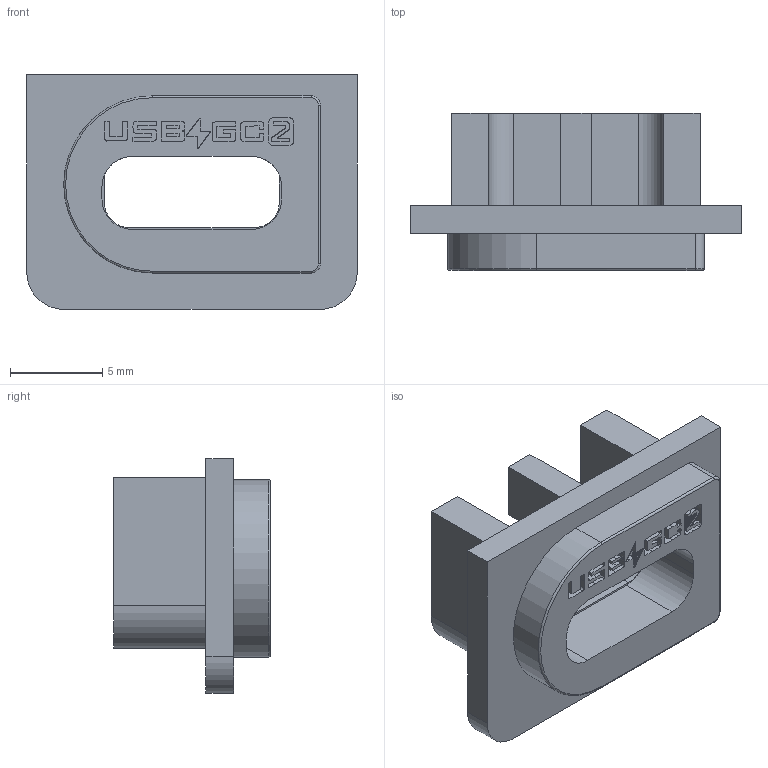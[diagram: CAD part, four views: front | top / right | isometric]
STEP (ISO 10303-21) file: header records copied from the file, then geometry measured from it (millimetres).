
FILE_DESCRIPTION(/* description */ (''),/* implementation_level */ '2;1');
FILE_NAME(/* name */ 'USB Cover (with logo).step',/* time_stamp */ '2025-05-22T19:57:26+02:00',/* author */ (''),/* organization */ (''),/* preprocessor_version */ 'ST-DEVELOPER v20.1',/* originating_system */ 'Autodesk Translation Framework v14.4.0.0',/* authorisation */ '');
FILE_SCHEMA (('AUTOMOTIVE_DESIGN { 1 0 10303 214 3 1 1 }'));
Length unit declared in the file: millimetre
Products named in the file (1): USB-GC
Bounding box: 17.9 x 8.5 x 12.72 mm (x, y, z)
Volume: 754.4 mm3; surface area: 1001 mm2
Topology: 1 solids, 1 shells, 666 faces, 1942 edges, 1290 vertices
Faces by surface type: bspline 530, plane 117, cylinder 16, torus 3
Entity records: 23221 total; most frequent: CARTESIAN_POINT 10778, ORIENTED_EDGE 3884, EDGE_CURVE 1942, VERTEX_POINT 1290, DIRECTION 1207, LINE 845, VECTOR 845, EDGE_LOOP 681
